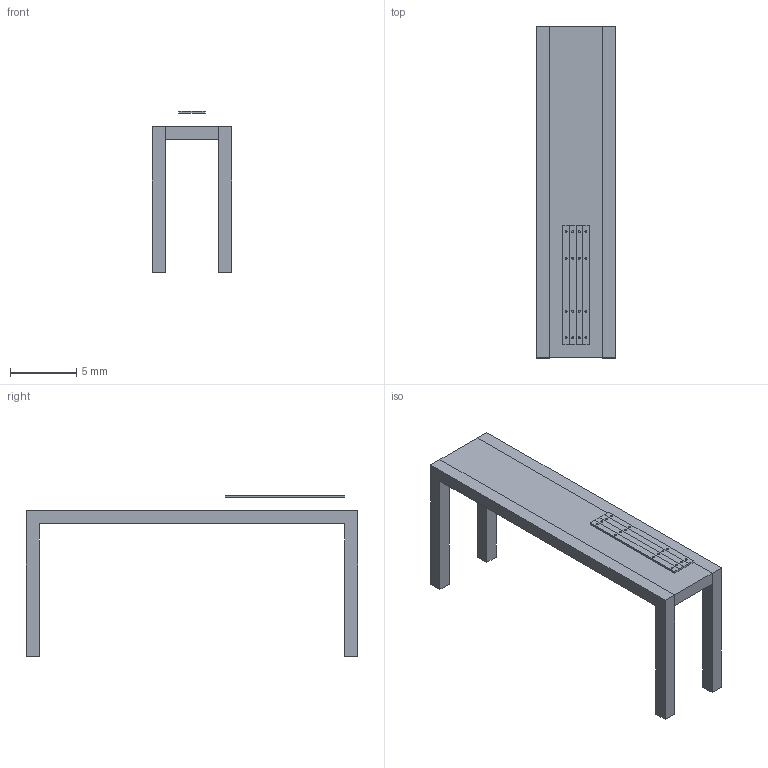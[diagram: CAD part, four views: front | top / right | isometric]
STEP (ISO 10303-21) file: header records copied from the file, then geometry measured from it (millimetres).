
FILE_DESCRIPTION(/* description */ (''),/* implementation_level */ '2;1');
FILE_NAME(/* name */ 'Conveyor_Perfiles.step',/* time_stamp */ '2022-06-27T13:04:20-05:00',/* author */ (''),/* organization */ (''),/* preprocessor_version */ 'ST-DEVELOPER v19',/* originating_system */ 'Autodesk Translation Framework v11.7.0.108',/* authorisation */ '');
FILE_SCHEMA (('AUTOMOTIVE_DESIGN { 1 0 10303 214 3 1 1 }'));
Length unit declared in the file: millimetre
Products named in the file (6): Conveyor_Perfiles; Conveyor v1; Soporte_banda_d; Soporte_banda_i; Banda; Perfiles
Assembly tree (5 placements, depth 3):
  Conveyor_Perfiles
    Conveyor v1
      Soporte_banda_d
      Soporte_banda_i
      Banda
    Perfiles
Bounding box: 6 x 25 x 12.15 mm (x, y, z)
Volume: 192.7 mm3; surface area: 670 mm2
Topology: 7 solids, 7 shells, 66 faces, 156 edges, 104 vertices
Faces by surface type: plane 50, cylinder 16
Full cylindrical faces by diameter (mm): 0.15 x16
Entity records: 2136 total; most frequent: DIRECTION 342, CARTESIAN_POINT 337, ORIENTED_EDGE 312, EDGE_CURVE 156, LINE 124, VECTOR 124, AXIS2_PLACEMENT_3D 109, VERTEX_POINT 104
